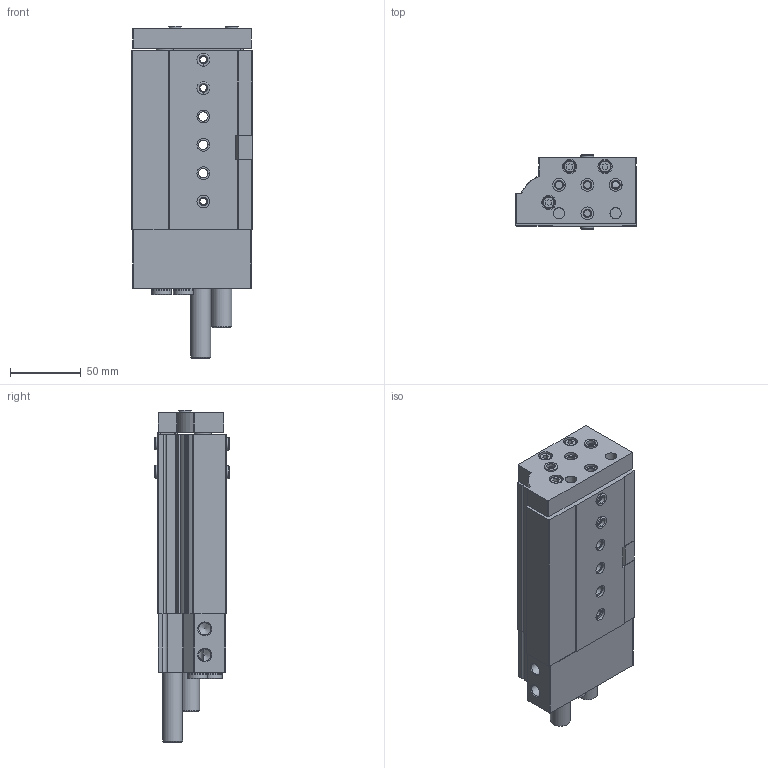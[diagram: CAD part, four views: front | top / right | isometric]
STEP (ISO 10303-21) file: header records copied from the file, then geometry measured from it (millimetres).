
FILE_DESCRIPTION(/* description */ ('STEP AP214'),/* implementation_level */ '2;1');
FILE_NAME(/* name */ '544018_DGSL-20-50-P1A',/* time_stamp */ '2024-08-16T02:45:54+02:00',/* author */ ('License CC BY-ND 4.0'),/* organization */ ('CADENAS'),/* preprocessor_version */ 'ST-DEVELOPER v19.3',/* originating_system */ 'PARTsolutions',/* authorisation */ ' ');
FILE_SCHEMA (('AUTOMOTIVE_DESIGN {1 0 10303 214 3 1 1}'));
Length unit declared in the file: millimetre
Products named in the file (7): 544018 DGSL-20-50-P1A---(0); DGSL-20---(50-0-0-20-zr); 548376 DYEF-M14-Y1F_P; 3568 B-1/8; 686788 DGSL-20-AS; DGSL-20---(50-0-JP); 8137184 ZBH-9-B
Assembly tree (13 placements, depth 2):
  544018 DGSL-20-50-P1A---(0)
    DGSL-20---(50-0-0-20-zr)
    548376 DYEF-M14-Y1F_P  x2
    3568 B-1/8  x2
    686788 DGSL-20-AS
    DGSL-20---(50-0-JP)
    8137184 ZBH-9-B  x6
Bounding box: 85 x 52.6 x 234.4 mm (x, y, z)
Volume: 563696.9 mm3; surface area: 133844.8 mm2
Topology: 13 solids, 13 shells, 636 faces, 1560 edges, 1015 vertices
Faces by surface type: plane 340, cylinder 215, cone 60, torus 21
Full cylindrical faces by diameter (mm): 3.242 x1, 4.917 x11, 6 x1, 6.6 x4, 6.917 x2, 7.8 x2, 8 x3, 8.5 x8, 8.566 x4, 9 x13, 9.728 x2, 10 x10, 10.2 x1, 11 x4, 11.2 x3, 12.07 x2, 12.6 x2, 12.917 x2, 14 x6, 25 x2
Entity records: 16414 total; most frequent: CARTESIAN_POINT 2865, DIRECTION 2809, ORIENTED_EDGE 2476, EDGE_CURVE 1238, AXIS2_PLACEMENT_3D 1038, VERTEX_POINT 892, FACE_BOUND 798, EDGE_LOOP 791
